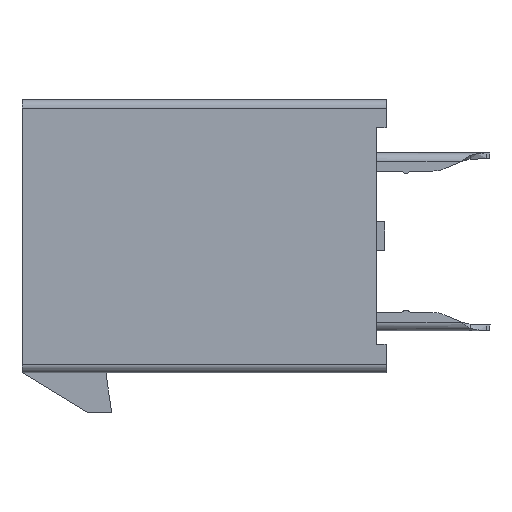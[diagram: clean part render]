
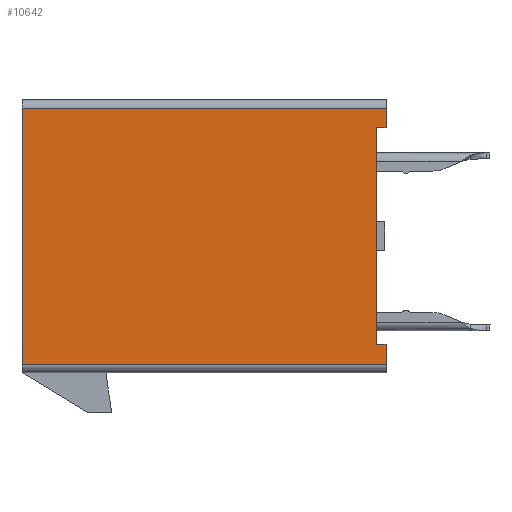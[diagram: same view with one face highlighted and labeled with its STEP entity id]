
A CAD part, left-side view. The second image highlights one B-rep face of the part: STEP entity #10642.
In plain terms, the highlighted planar face has unit normal (-1, 0, 0).
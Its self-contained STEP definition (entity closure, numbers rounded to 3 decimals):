
#122=DIRECTION('',(0.,0.,-1.));
#123=VECTOR('',#122,7.6);
#124=CARTESIAN_POINT('',(10.516,4.,-1.));
#125=LINE('',#124,#123);
#126=DIRECTION('',(0.,1.,0.));
#127=VECTOR('',#126,0.35);
#128=CARTESIAN_POINT('',(10.516,3.65,-8.6));
#129=LINE('',#128,#127);
#130=DIRECTION('',(0.,0.,1.));
#131=VECTOR('',#130,0.7);
#132=CARTESIAN_POINT('',(10.516,3.65,-9.3));
#133=LINE('',#132,#131);
#134=DIRECTION('',(0.,0.,1.));
#135=VECTOR('',#134,9.);
#136=CARTESIAN_POINT('',(10.516,16.45,-9.3));
#137=LINE('',#136,#135);
#138=DIRECTION('',(0.,0.,1.));
#139=VECTOR('',#138,0.7);
#140=CARTESIAN_POINT('',(10.516,3.65,-1.));
#141=LINE('',#140,#139);
#142=DIRECTION('',(0.,-1.,0.));
#143=VECTOR('',#142,0.35);
#144=CARTESIAN_POINT('',(10.516,4.,-1.));
#145=LINE('',#144,#143);
#183=DIRECTION('',(0.,-1.,0.));
#184=VECTOR('',#183,12.8);
#185=CARTESIAN_POINT('',(10.516,16.45,-0.3));
#186=LINE('',#185,#184);
#443=DIRECTION('',(0.,1.,0.));
#444=VECTOR('',#443,12.8);
#445=CARTESIAN_POINT('',(10.516,3.65,-9.3));
#446=LINE('',#445,#444);
#9413=CARTESIAN_POINT('',(10.516,16.45,-9.3));
#9415=VERTEX_POINT('',#9413);
#9416=CARTESIAN_POINT('',(10.516,16.45,-0.3));
#9418=VERTEX_POINT('',#9416);
#9430=CARTESIAN_POINT('',(10.516,3.65,-0.3));
#9431=VERTEX_POINT('',#9430);
#9432=CARTESIAN_POINT('',(10.516,4.,-1.));
#9433=CARTESIAN_POINT('',(10.516,3.65,-1.));
#9434=VERTEX_POINT('',#9432);
#9435=VERTEX_POINT('',#9433);
#9436=CARTESIAN_POINT('',(10.516,4.,-8.6));
#9438=VERTEX_POINT('',#9436);
#9446=CARTESIAN_POINT('',(10.516,3.65,-9.3));
#9447=VERTEX_POINT('',#9446);
#9448=CARTESIAN_POINT('',(10.516,3.65,-8.6));
#9449=VERTEX_POINT('',#9448);
#10620=CARTESIAN_POINT('',(10.516,10.05,-1.05));
#10621=DIRECTION('',(1.,0.,0.));
#10622=DIRECTION('',(0.,0.,-1.));
#10623=AXIS2_PLACEMENT_3D('',#10620,#10621,#10622);
#10624=PLANE('',#10623);
#10626=ORIENTED_EDGE('',*,*,#10625,.T.);
#10628=ORIENTED_EDGE('',*,*,#10627,.F.);
#10630=ORIENTED_EDGE('',*,*,#10629,.F.);
#10632=ORIENTED_EDGE('',*,*,#10631,.T.);
#10633=ORIENTED_EDGE('',*,*,#10545,.T.);
#10635=ORIENTED_EDGE('',*,*,#10634,.T.);
#10637=ORIENTED_EDGE('',*,*,#10636,.F.);
#10639=ORIENTED_EDGE('',*,*,#10638,.F.);
#10640=EDGE_LOOP('',(#10626,#10628,#10630,#10632,#10633,#10635,#10637,#10639));
#10641=FACE_OUTER_BOUND('',#10640,.F.);
#10642=ADVANCED_FACE('',(#10641),#10624,.F.);
#10545=EDGE_CURVE('',#9415,#9418,#137,.T.);
#10625=EDGE_CURVE('',#9434,#9438,#125,.T.);
#10627=EDGE_CURVE('',#9449,#9438,#129,.T.);
#10629=EDGE_CURVE('',#9447,#9449,#133,.T.);
#10631=EDGE_CURVE('',#9447,#9415,#446,.T.);
#10634=EDGE_CURVE('',#9418,#9431,#186,.T.);
#10636=EDGE_CURVE('',#9435,#9431,#141,.T.);
#10638=EDGE_CURVE('',#9434,#9435,#145,.T.);
